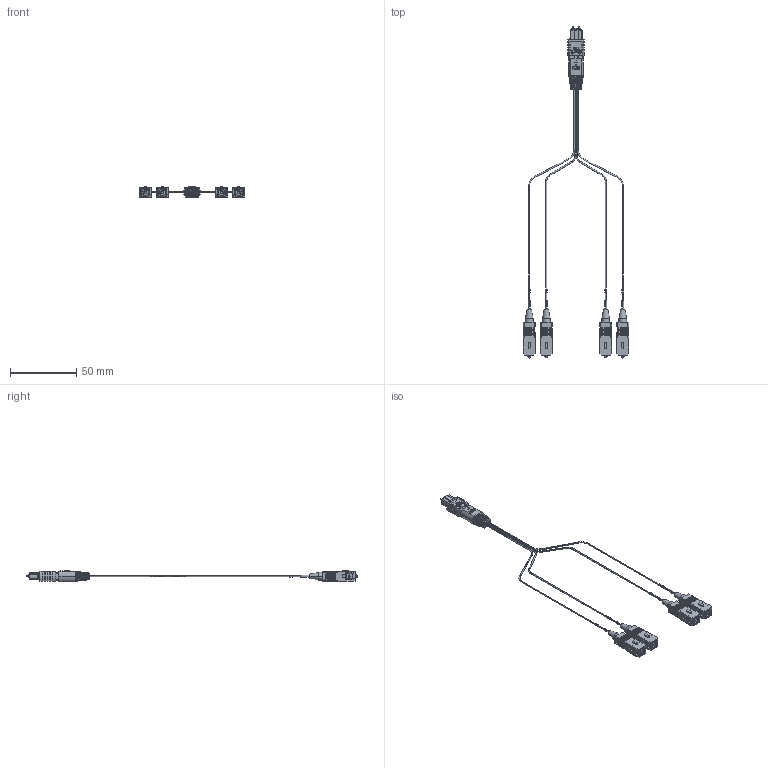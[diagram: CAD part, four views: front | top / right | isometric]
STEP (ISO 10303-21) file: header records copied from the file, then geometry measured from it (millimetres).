
FILE_DESCRIPTION (( 'STEP AP214' ), '1' );
FILE_NAME ('FCA-MMS124D0_3D.STEP', '2022-01-24T23:10:06', ( '' ), ( '' ), 'SwSTEP 2.0', 'SolidWorks 2021', '' );
FILE_SCHEMA (( 'AUTOMOTIVE_DESIGN' ));
Length unit declared in the file: inch
Products named in the file (22): .09mm Cable Marking 1 to 24_No 24; MPO 晦擢帣杶; .09mm Loose Tube PVC Yellow; MPO CONNECTOR; MPO 囀遺_1; fanout cable assy; MPO翋极; MPO俋褲嗣耀; MPO软赛; SC; .09mm Cable Marking 1 to 24; 絳渀; fanout cable 2; SC1; .09mm Cable Marking 1 to 24_No 2; FCA-MMS124D0_3D; MPO脣郋; .09mm Cable Marking 1 to 24_No 23; fanout cable 1; MPO鼠芛_1; 粟銅
Assembly tree (29 placements, depth 4):
  FCA-MMS124D0_3D
    MPO CONNECTOR
      MPO 囀遺_1
      MPO俋褲嗣耀
      MPO鼠芛_1
        MPO脣郋
        MPO软赛
        絳渀
      粟銅
      MPO翋极
      MPO 晦擢帣杶
    fanout cable assy
      fanout cable 1  x2
      fanout cable 2  x2
    SC  x4
      SC
      SC1
    .09mm Cable Marking 1 to 24
    .09mm Cable Marking 1 to 24_No 2
    .09mm Cable Marking 1 to 24_No 23
    .09mm Cable Marking 1 to 24_No 24
    .09mm Loose Tube PVC Yellow  x4
Bounding box: 79.54 x 251.01 x 8.6 mm (x, y, z)
Volume: 7717.5 mm3; surface area: 17243.6 mm2
Topology: 32 solids, 32 shells, 1908 faces, 5264 edges, 3466 vertices
Faces by surface type: plane 1396, cylinder 286, bspline 176, cone 34, torus 16
Entity records: 61769 total; most frequent: CARTESIAN_POINT 18243, ORIENTED_EDGE 6318, DIRECTION 5149, EDGE_CURVE 3159, LINE 2233, VECTOR 2233, VERTEX_POINT 2086, AXIS2_PLACEMENT_3D 1458
